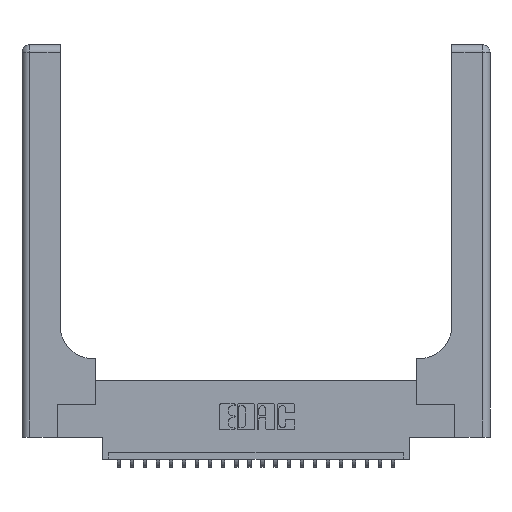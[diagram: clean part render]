
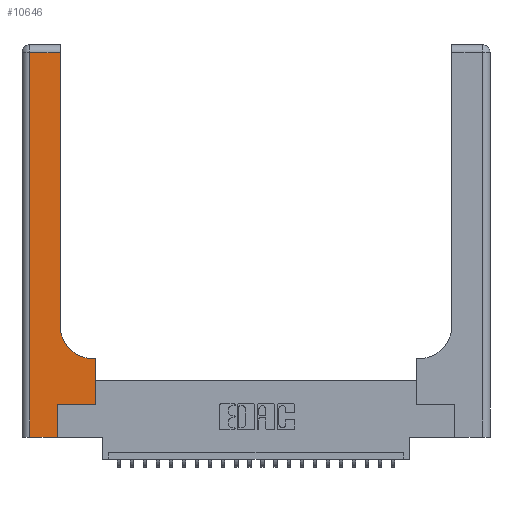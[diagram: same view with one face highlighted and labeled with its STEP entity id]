
A CAD part, top view. The second image highlights one B-rep face of the part: STEP entity #10646.
In plain terms, the highlighted planar face has unit normal (0, 0, 1).
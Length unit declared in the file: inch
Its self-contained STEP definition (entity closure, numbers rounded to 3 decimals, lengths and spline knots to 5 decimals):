
#350 = VECTOR ( 'NONE', #19589, 39.37008 ) ;
#371 = EDGE_CURVE ( 'NONE', #22943, #11937, #21418, .T. ) ;
#563 = LINE ( 'NONE', #20073, #10107 ) ;
#855 = VERTEX_POINT ( 'NONE', #7010 ) ;
#1503 = PLANE ( 'NONE',  #19738 ) ;
#1786 = VECTOR ( 'NONE', #7123, 39.37008 ) ;
#2033 = ORIENTED_EDGE ( 'NONE', *, *, #21967, .T. ) ;
#2072 = DIRECTION ( 'NONE',  ( 1., 0., 0. ) ) ;
#2073 = VERTEX_POINT ( 'NONE', #13303 ) ;
#2394 = VECTOR ( 'NONE', #2072, 39.37008 ) ;
#2960 = VERTEX_POINT ( 'NONE', #3182 ) ;
#3182 = CARTESIAN_POINT ( 'NONE',  ( 0.5585, 0.6, 0.37 ) ) ;
#3477 = EDGE_CURVE ( 'NONE', #2960, #16795, #17370, .T. ) ;
#3614 = ORIENTED_EDGE ( 'NONE', *, *, #11412, .T. ) ;
#3899 = CARTESIAN_POINT ( 'NONE',  ( 0.269, 0.25, 0.37 ) ) ;
#4249 = LINE ( 'NONE', #3899, #2394 ) ;
#4493 = EDGE_CURVE ( 'NONE', #855, #9988, #4249, .T. ) ;
#4719 = EDGE_CURVE ( 'NONE', #9988, #2960, #24184, .T. ) ;
#4728 = CARTESIAN_POINT ( 'NONE',  ( 0., 0., 0.37 ) ) ;
#4830 = ORIENTED_EDGE ( 'NONE', *, *, #371, .T. ) ;
#4897 = ORIENTED_EDGE ( 'NONE', *, *, #6759, .T. ) ;
#5315 = ORIENTED_EDGE ( 'NONE', *, *, #5878, .T. ) ;
#5878 = EDGE_CURVE ( 'NONE', #12992, #22943, #22029, .T. ) ;
#6759 = EDGE_CURVE ( 'NONE', #16795, #13082, #9519, .T. ) ;
#7010 = CARTESIAN_POINT ( 'NONE',  ( 0.269, 0.25, 0.37 ) ) ;
#7123 = DIRECTION ( 'NONE',  ( 0., -1., 0. ) ) ;
#7425 = CARTESIAN_POINT ( 'NONE',  ( 0.2915, 0.6, 0.37 ) ) ;
#7517 = FACE_OUTER_BOUND ( 'NONE', #19834, .T. ) ;
#7791 = CARTESIAN_POINT ( 'NONE',  ( 0.06, 0., 0.37 ) ) ;
#8762 = DIRECTION ( 'NONE',  ( 0., 1., 0. ) ) ;
#9292 = DIRECTION ( 'NONE',  ( 0., 0., -1. ) ) ;
#9519 = CIRCLE ( 'NONE', #17921, 0.25 ) ;
#9668 = DIRECTION ( 'NONE',  ( 1., 0., 0. ) ) ;
#9988 = VERTEX_POINT ( 'NONE', #12481 ) ;
#10107 = VECTOR ( 'NONE', #12487, 39.37008 ) ;
#10473 = CARTESIAN_POINT ( 'NONE',  ( 0.2915, 0.85, 0.37 ) ) ;
#10486 = DIRECTION ( 'NONE',  ( 1., 0., 0. ) ) ;
#10646 = ADVANCED_FACE ( 'NONE', ( #7517 ), #1503, .F. ) ;
#10698 = VECTOR ( 'NONE', #10486, 39.37008 ) ;
#11379 = LINE ( 'NONE', #21948, #16164 ) ;
#11412 = EDGE_CURVE ( 'NONE', #2073, #12992, #563, .T. ) ;
#11431 = VECTOR ( 'NONE', #22579, 39.37008 ) ;
#11768 = DIRECTION ( 'NONE',  ( 0., 0., -1. ) ) ;
#11937 = VERTEX_POINT ( 'NONE', #19217 ) ;
#11954 = LINE ( 'NONE', #18225, #21745 ) ;
#12481 = CARTESIAN_POINT ( 'NONE',  ( 0.5585, 0.25, 0.37 ) ) ;
#12487 = DIRECTION ( 'NONE',  ( -1., 0., 0. ) ) ;
#12992 = VERTEX_POINT ( 'NONE', #21428 ) ;
#13082 = VERTEX_POINT ( 'NONE', #10473 ) ;
#13303 = CARTESIAN_POINT ( 'NONE',  ( 0.2915, 2.94, 0.37 ) ) ;
#14075 = ORIENTED_EDGE ( 'NONE', *, *, #4493, .T. ) ;
#15764 = CARTESIAN_POINT ( 'NONE',  ( 0., 3., 0.37 ) ) ;
#16164 = VECTOR ( 'NONE', #23872, 39.37008 ) ;
#16197 = ORIENTED_EDGE ( 'NONE', *, *, #4719, .T. ) ;
#16795 = VERTEX_POINT ( 'NONE', #17245 ) ;
#17245 = CARTESIAN_POINT ( 'NONE',  ( 0.5415, 0.6, 0.37 ) ) ;
#17370 = LINE ( 'NONE', #7425, #11431 ) ;
#17921 = AXIS2_PLACEMENT_3D ( 'NONE', #20654, #9292, #9668 ) ;
#18225 = CARTESIAN_POINT ( 'NONE',  ( 0.269, 0., 0.37 ) ) ;
#19217 = CARTESIAN_POINT ( 'NONE',  ( 0.269, 0., 0.37 ) ) ;
#19589 = DIRECTION ( 'NONE',  ( 0., 1., 0. ) ) ;
#19738 = AXIS2_PLACEMENT_3D ( 'NONE', #15764, #11768, #20338 ) ;
#19832 = CARTESIAN_POINT ( 'NONE',  ( 0.5585, 0.25, 0.37 ) ) ;
#19834 = EDGE_LOOP ( 'NONE', ( #24402, #3614, #5315, #4830, #2033, #14075, #16197, #20471, #4897 ) ) ;
#20073 = CARTESIAN_POINT ( 'NONE',  ( 0., 2.94, 0.37 ) ) ;
#20338 = DIRECTION ( 'NONE',  ( -1., 0., 0. ) ) ;
#20415 = CARTESIAN_POINT ( 'NONE',  ( 0.06, 3., 0.37 ) ) ;
#20471 = ORIENTED_EDGE ( 'NONE', *, *, #3477, .T. ) ;
#20654 = CARTESIAN_POINT ( 'NONE',  ( 0.5415, 0.85, 0.37 ) ) ;
#21379 = EDGE_CURVE ( 'NONE', #13082, #2073, #11379, .T. ) ;
#21418 = LINE ( 'NONE', #4728, #10698 ) ;
#21428 = CARTESIAN_POINT ( 'NONE',  ( 0.06, 2.94, 0.37 ) ) ;
#21745 = VECTOR ( 'NONE', #8762, 39.37008 ) ;
#21948 = CARTESIAN_POINT ( 'NONE',  ( 0.2915, 3., 0.37 ) ) ;
#21967 = EDGE_CURVE ( 'NONE', #11937, #855, #11954, .T. ) ;
#22029 = LINE ( 'NONE', #20415, #1786 ) ;
#22579 = DIRECTION ( 'NONE',  ( -1., 0., 0. ) ) ;
#22943 = VERTEX_POINT ( 'NONE', #7791 ) ;
#23872 = DIRECTION ( 'NONE',  ( 0., 1., 0. ) ) ;
#24184 = LINE ( 'NONE', #19832, #350 ) ;
#24402 = ORIENTED_EDGE ( 'NONE', *, *, #21379, .T. ) ;
